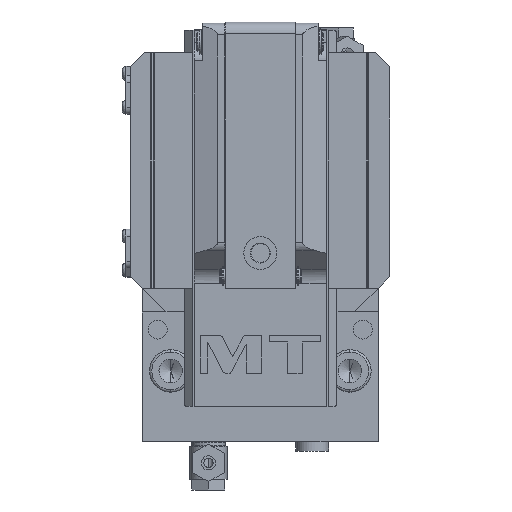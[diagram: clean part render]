
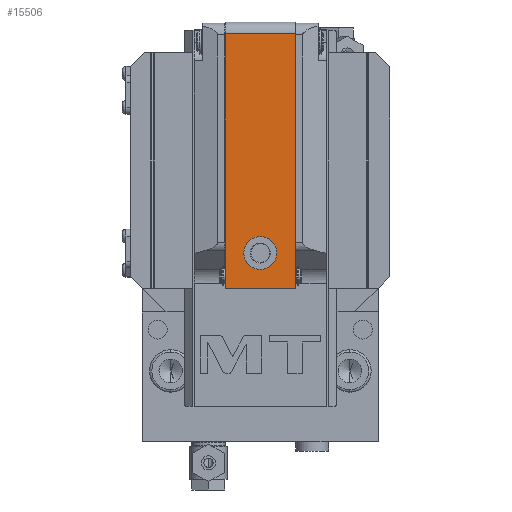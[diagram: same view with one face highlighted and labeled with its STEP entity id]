
A CAD part, left-side view. The second image highlights one B-rep face of the part: STEP entity #15506.
In plain terms, the highlighted planar face has unit normal (-1, 0, 0).
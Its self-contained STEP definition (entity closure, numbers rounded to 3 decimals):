
#2092=DIRECTION('',(0.,0.,1.));
#2093=VECTOR('',#2092,108.);
#2094=CARTESIAN_POINT('',(-116.5,14.85,-40.));
#2095=LINE('',#2094,#2093);
#2202=DIRECTION('',(0.,0.,1.));
#2203=VECTOR('',#2202,108.);
#2204=CARTESIAN_POINT('',(-116.5,-14.85,-40.));
#2205=LINE('',#2204,#2203);
#2622=DIRECTION('',(0.,-1.,0.));
#2623=VECTOR('',#2622,29.7);
#2624=CARTESIAN_POINT('',(-116.5,14.85,68.));
#2625=LINE('',#2624,#2623);
#2626=DIRECTION('',(0.,1.,0.));
#2627=VECTOR('',#2626,29.7);
#2628=CARTESIAN_POINT('',(-116.5,-14.85,-40.));
#2629=LINE('',#2628,#2627);
#2630=CARTESIAN_POINT('',(-116.5,0.,-25.));
#2631=DIRECTION('',(-1.,0.,0.));
#2632=DIRECTION('',(0.,0.,1.));
#2633=AXIS2_PLACEMENT_3D('',#2630,#2631,#2632);
#2635=CARTESIAN_POINT('',(-116.5,0.,-25.));
#2636=DIRECTION('',(-1.,0.,0.));
#2637=DIRECTION('',(0.,0.,-1.));
#2638=AXIS2_PLACEMENT_3D('',#2635,#2636,#2637);
#10811=CARTESIAN_POINT('',(-116.5,-14.85,-40.));
#10812=VERTEX_POINT('',#10811);
#10817=CARTESIAN_POINT('',(-116.5,14.85,-40.));
#10818=VERTEX_POINT('',#10817);
#10820=CARTESIAN_POINT('',(-116.5,-14.85,68.));
#10822=VERTEX_POINT('',#10820);
#10823=CARTESIAN_POINT('',(-116.5,14.85,68.));
#10824=VERTEX_POINT('',#10823);
#11017=CARTESIAN_POINT('',(-116.5,0.,-18.));
#11018=CARTESIAN_POINT('',(-116.5,0.,-32.));
#11019=VERTEX_POINT('',#11017);
#11020=VERTEX_POINT('',#11018);
#15488=CARTESIAN_POINT('',(-116.5,-14.85,-40.));
#15489=DIRECTION('',(-1.,0.,0.));
#15490=DIRECTION('',(0.,0.,1.));
#15491=AXIS2_PLACEMENT_3D('',#15488,#15489,#15490);
#15492=PLANE('',#15491);
#15493=ORIENTED_EDGE('',*,*,#15481,.T.);
#15494=ORIENTED_EDGE('',*,*,#14973,.F.);
#15496=ORIENTED_EDGE('',*,*,#15495,.T.);
#15497=ORIENTED_EDGE('',*,*,#14880,.T.);
#15498=EDGE_LOOP('',(#15493,#15494,#15496,#15497));
#15499=FACE_OUTER_BOUND('',#15498,.F.);
#15501=ORIENTED_EDGE('',*,*,#15500,.T.);
#15503=ORIENTED_EDGE('',*,*,#15502,.T.);
#15504=EDGE_LOOP('',(#15501,#15503));
#15505=FACE_BOUND('',#15504,.F.);
#15506=ADVANCED_FACE('',(#15499,#15505),#15492,.T.);
#2634=CIRCLE('',#2633,7.);
#2639=CIRCLE('',#2638,7.);
#14880=EDGE_CURVE('',#10818,#10824,#2095,.T.);
#14973=EDGE_CURVE('',#10812,#10822,#2205,.T.);
#15481=EDGE_CURVE('',#10824,#10822,#2625,.T.);
#15495=EDGE_CURVE('',#10812,#10818,#2629,.T.);
#15500=EDGE_CURVE('',#11019,#11020,#2634,.T.);
#15502=EDGE_CURVE('',#11020,#11019,#2639,.T.);
